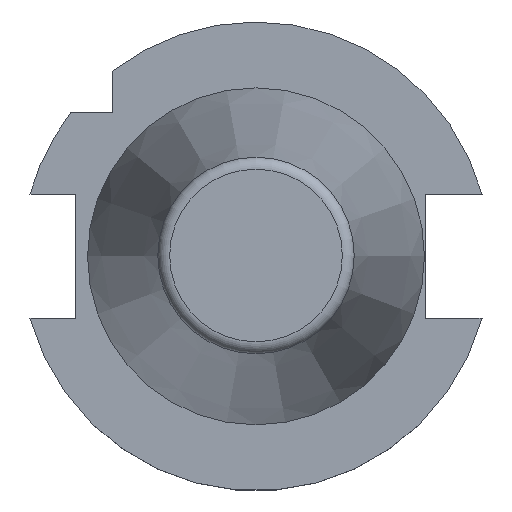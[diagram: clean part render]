
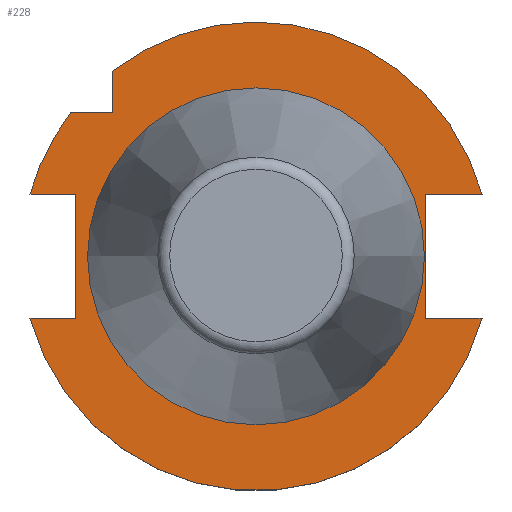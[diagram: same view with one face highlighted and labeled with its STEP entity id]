
A CAD part, top view. The second image highlights one B-rep face of the part: STEP entity #228.
In plain terms, the highlighted planar face has unit normal (0, 0, 1).
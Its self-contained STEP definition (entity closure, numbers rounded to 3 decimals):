
#66=LINE('',#1379,#117);
#67=LINE('',#1382,#118);
#68=LINE('',#1383,#119);
#69=LINE('',#1385,#120);
#70=LINE('',#1387,#121);
#71=LINE('',#1388,#122);
#72=LINE('',#1390,#123);
#73=LINE('',#1391,#124);
#117=VECTOR('',#1105,1.);
#118=VECTOR('',#1106,1.);
#119=VECTOR('',#1107,1.);
#120=VECTOR('',#1108,1.);
#121=VECTOR('',#1109,1.);
#122=VECTOR('',#1110,1.);
#123=VECTOR('',#1111,1.);
#124=VECTOR('',#1112,1.);
#167=PLANE('',#951);
#228=ADVANCED_FACE('CU_FL_SU_5',(#300,#301),#167,.F.);
#300=FACE_BOUND('',#355,.T.);
#301=FACE_BOUND('',#356,.T.);
#355=EDGE_LOOP('',(#458,#459,#460,#461,#462,#463,#464,#465,#466,#467,#468));
#356=EDGE_LOOP('',(#469));
#458=ORIENTED_EDGE('',*,*,#763,.F.);
#459=ORIENTED_EDGE('',*,*,#764,.T.);
#460=ORIENTED_EDGE('',*,*,#751,.F.);
#461=ORIENTED_EDGE('',*,*,#765,.F.);
#462=ORIENTED_EDGE('',*,*,#766,.T.);
#463=ORIENTED_EDGE('',*,*,#767,.T.);
#464=ORIENTED_EDGE('',*,*,#755,.T.);
#465=ORIENTED_EDGE('',*,*,#768,.T.);
#466=ORIENTED_EDGE('',*,*,#769,.F.);
#467=ORIENTED_EDGE('',*,*,#759,.F.);
#468=ORIENTED_EDGE('',*,*,#770,.F.);
#469=ORIENTED_EDGE('',*,*,#771,.T.);
#666=VERTEX_POINT('',#1348);
#668=VERTEX_POINT('',#1352);
#669=VERTEX_POINT('',#1356);
#672=VERTEX_POINT('',#1361);
#674=VERTEX_POINT('',#1366);
#676=VERTEX_POINT('',#1370);
#679=VERTEX_POINT('',#1380);
#680=VERTEX_POINT('',#1381);
#681=VERTEX_POINT('',#1384);
#682=VERTEX_POINT('',#1386);
#683=VERTEX_POINT('',#1389);
#684=VERTEX_POINT('',#1393);
#751=EDGE_CURVE('',#668,#666,#853,.T.);
#755=EDGE_CURVE('',#669,#672,#855,.T.);
#759=EDGE_CURVE('',#676,#674,#857,.T.);
#763=EDGE_CURVE('',#679,#680,#66,.T.);
#764=EDGE_CURVE('',#679,#666,#67,.T.);
#765=EDGE_CURVE('',#681,#668,#68,.T.);
#766=EDGE_CURVE('',#681,#682,#69,.T.);
#767=EDGE_CURVE('',#682,#669,#70,.T.);
#768=EDGE_CURVE('',#672,#683,#71,.T.);
#769=EDGE_CURVE('',#674,#683,#72,.T.);
#770=EDGE_CURVE('',#680,#676,#73,.T.);
#771=EDGE_CURVE('',#684,#684,#859,.T.);
#853=CIRCLE('',#940,48.725);
#855=CIRCLE('',#943,48.725);
#857=CIRCLE('',#946,48.725);
#859=CIRCLE('',#950,34.7);
#940=AXIS2_PLACEMENT_3D('',#1353,#1079,#1080);
#943=AXIS2_PLACEMENT_3D('',#1362,#1087,#1088);
#946=AXIS2_PLACEMENT_3D('',#1371,#1095,#1096);
#950=AXIS2_PLACEMENT_3D('',#1392,#1113,#1114);
#951=AXIS2_PLACEMENT_3D('',#1394,#1115,#1116);
#1079=DIRECTION('',(0.,0.,-1.));
#1080=DIRECTION('',(-1.,0.,0.));
#1087=DIRECTION('',(0.,0.,1.));
#1088=DIRECTION('',(-1.,0.,0.));
#1095=DIRECTION('',(0.,0.,-1.));
#1096=DIRECTION('',(-1.,0.,0.));
#1105=DIRECTION('',(0.,1.,0.));
#1106=DIRECTION('',(-1.,0.,0.));
#1107=DIRECTION('',(1.,0.,0.));
#1108=DIRECTION('',(0.,1.,0.));
#1109=DIRECTION('',(1.,0.,0.));
#1110=DIRECTION('',(0.,-1.,0.));
#1111=DIRECTION('',(1.,0.,0.));
#1112=DIRECTION('',(-1.,0.,0.));
#1113=DIRECTION('',(0.,0.,-1.));
#1114=DIRECTION('',(-1.,0.,0.));
#1115=DIRECTION('',(0.,0.,-1.));
#1116=DIRECTION('',(-1.,0.,0.));
#1348=CARTESIAN_POINT('',(-46.986,-12.903,-3.2));
#1352=CARTESIAN_POINT('',(46.986,-12.903,-3.2));
#1353=CARTESIAN_POINT('',(0.,0.,-3.2));
#1356=CARTESIAN_POINT('',(46.986,12.903,-3.2));
#1361=CARTESIAN_POINT('',(-29.85,38.511,-3.2));
#1362=CARTESIAN_POINT('',(0.,0.,-3.2));
#1366=CARTESIAN_POINT('',(-38.511,29.85,-3.2));
#1370=CARTESIAN_POINT('',(-46.986,12.903,-3.2));
#1371=CARTESIAN_POINT('',(0.,0.,-3.2));
#1379=CARTESIAN_POINT('',(-37.5,34.7,-3.2));
#1380=CARTESIAN_POINT('',(-37.5,-12.903,-3.2));
#1381=CARTESIAN_POINT('',(-37.5,12.903,-3.2));
#1382=CARTESIAN_POINT('',(-58.725,-12.903,-3.2));
#1383=CARTESIAN_POINT('',(0.,-12.903,-3.2));
#1384=CARTESIAN_POINT('',(35.3,-12.903,-3.2));
#1385=CARTESIAN_POINT('',(35.3,34.7,-3.2));
#1386=CARTESIAN_POINT('',(35.3,12.903,-3.2));
#1387=CARTESIAN_POINT('',(58.725,12.903,-3.2));
#1388=CARTESIAN_POINT('',(-29.85,34.7,-3.2));
#1389=CARTESIAN_POINT('',(-29.85,29.85,-3.2));
#1390=CARTESIAN_POINT('',(0.,29.85,-3.2));
#1391=CARTESIAN_POINT('',(0.,12.903,-3.2));
#1392=CARTESIAN_POINT('',(0.,0.,-3.2));
#1393=CARTESIAN_POINT('',(-34.7,0.,-3.2));
#1394=CARTESIAN_POINT('',(0.,34.7,-3.2));
